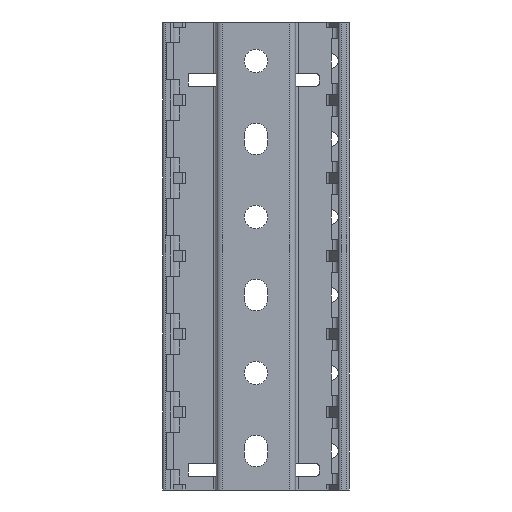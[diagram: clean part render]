
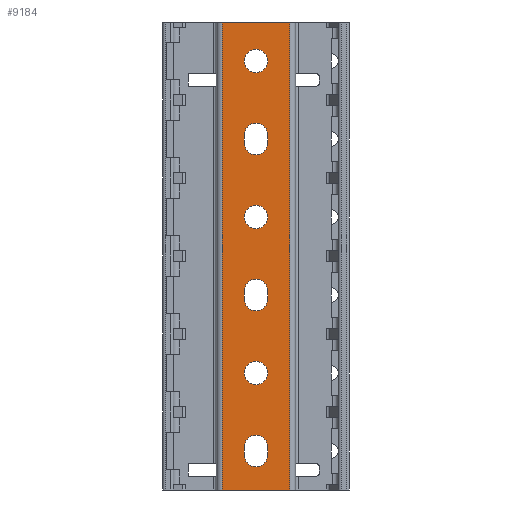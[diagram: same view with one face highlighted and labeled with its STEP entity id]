
A CAD part, front view. The second image highlights one B-rep face of the part: STEP entity #9184.
In plain terms, the highlighted planar face has unit normal (0, -1, 0).
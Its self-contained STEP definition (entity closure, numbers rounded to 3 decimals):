
#25=DIRECTION('',(1.,0.,0.));
#26=VECTOR('',#25,12.2);
#27=CARTESIAN_POINT('',(-6.1,0.,-140.));
#28=LINE('',#27,#26);
#677=DIRECTION('',(0.,0.,-1.));
#678=VECTOR('',#677,84.);
#679=CARTESIAN_POINT('',(-6.1,0.,-56.));
#680=LINE('',#679,#678);
#690=DIRECTION('',(1.,0.,0.));
#691=VECTOR('',#690,12.2);
#692=CARTESIAN_POINT('',(-6.1,0.,-56.));
#693=LINE('',#692,#691);
#694=CARTESIAN_POINT('',(0.,0.,-63.));
#695=DIRECTION('',(0.,-1.,0.));
#696=DIRECTION('',(-1.,0.,0.));
#697=AXIS2_PLACEMENT_3D('',#694,#695,#696);
#699=CARTESIAN_POINT('',(0.,0.,-63.));
#700=DIRECTION('',(0.,-1.,0.));
#701=DIRECTION('',(1.,0.,0.));
#702=AXIS2_PLACEMENT_3D('',#699,#700,#701);
#704=CARTESIAN_POINT('',(0.,0.,-91.));
#705=DIRECTION('',(0.,-1.,0.));
#706=DIRECTION('',(-1.,0.,0.));
#707=AXIS2_PLACEMENT_3D('',#704,#705,#706);
#709=CARTESIAN_POINT('',(0.,0.,-91.));
#710=DIRECTION('',(0.,-1.,0.));
#711=DIRECTION('',(1.,0.,0.));
#712=AXIS2_PLACEMENT_3D('',#709,#710,#711);
#714=CARTESIAN_POINT('',(0.,0.,-119.));
#715=DIRECTION('',(0.,-1.,0.));
#716=DIRECTION('',(-1.,0.,0.));
#717=AXIS2_PLACEMENT_3D('',#714,#715,#716);
#719=CARTESIAN_POINT('',(0.,0.,-119.));
#720=DIRECTION('',(0.,-1.,0.));
#721=DIRECTION('',(1.,0.,0.));
#722=AXIS2_PLACEMENT_3D('',#719,#720,#721);
#724=CARTESIAN_POINT('',(0.,0.,-77.75));
#725=DIRECTION('',(0.,1.,0.));
#726=DIRECTION('',(1.,0.,0.));
#727=AXIS2_PLACEMENT_3D('',#724,#725,#726);
#729=DIRECTION('',(0.,0.,-1.));
#730=VECTOR('',#729,1.5);
#731=CARTESIAN_POINT('',(2.1,0.,-76.25));
#732=LINE('',#731,#730);
#733=CARTESIAN_POINT('',(0.,0.,-76.25));
#734=DIRECTION('',(0.,1.,0.));
#735=DIRECTION('',(-1.,0.,0.));
#736=AXIS2_PLACEMENT_3D('',#733,#734,#735);
#738=DIRECTION('',(0.,0.,1.));
#739=VECTOR('',#738,1.5);
#740=CARTESIAN_POINT('',(-2.1,0.,-77.75));
#741=LINE('',#740,#739);
#742=CARTESIAN_POINT('',(0.,0.,-105.75));
#743=DIRECTION('',(0.,1.,0.));
#744=DIRECTION('',(1.,0.,0.));
#745=AXIS2_PLACEMENT_3D('',#742,#743,#744);
#747=DIRECTION('',(0.,0.,-1.));
#748=VECTOR('',#747,1.5);
#749=CARTESIAN_POINT('',(2.1,0.,-104.25));
#750=LINE('',#749,#748);
#751=CARTESIAN_POINT('',(0.,0.,-104.25));
#752=DIRECTION('',(0.,1.,0.));
#753=DIRECTION('',(-1.,0.,0.));
#754=AXIS2_PLACEMENT_3D('',#751,#752,#753);
#756=DIRECTION('',(0.,0.,1.));
#757=VECTOR('',#756,1.5);
#758=CARTESIAN_POINT('',(-2.1,0.,-105.75));
#759=LINE('',#758,#757);
#760=CARTESIAN_POINT('',(0.,0.,-133.75));
#761=DIRECTION('',(0.,1.,0.));
#762=DIRECTION('',(1.,0.,0.));
#763=AXIS2_PLACEMENT_3D('',#760,#761,#762);
#765=DIRECTION('',(0.,0.,-1.));
#766=VECTOR('',#765,1.5);
#767=CARTESIAN_POINT('',(2.1,0.,-132.25));
#768=LINE('',#767,#766);
#769=CARTESIAN_POINT('',(0.,0.,-132.25));
#770=DIRECTION('',(0.,1.,0.));
#771=DIRECTION('',(-1.,0.,0.));
#772=AXIS2_PLACEMENT_3D('',#769,#770,#771);
#774=DIRECTION('',(0.,0.,1.));
#775=VECTOR('',#774,1.5);
#776=CARTESIAN_POINT('',(-2.1,0.,-133.75));
#777=LINE('',#776,#775);
#792=DIRECTION('',(0.,0.,-1.));
#793=VECTOR('',#792,84.);
#794=CARTESIAN_POINT('',(6.1,0.,-56.));
#795=LINE('',#794,#793);
#6546=CARTESIAN_POINT('',(6.1,0.,-140.));
#6548=VERTEX_POINT('',#6546);
#6549=CARTESIAN_POINT('',(-6.1,0.,-140.));
#6551=VERTEX_POINT('',#6549);
#8164=CARTESIAN_POINT('',(-2.1,0.,-63.));
#8165=CARTESIAN_POINT('',(2.1,0.,-63.));
#8166=VERTEX_POINT('',#8164);
#8167=VERTEX_POINT('',#8165);
#8186=CARTESIAN_POINT('',(-2.1,0.,-91.));
#8187=CARTESIAN_POINT('',(2.1,0.,-91.));
#8188=VERTEX_POINT('',#8186);
#8189=VERTEX_POINT('',#8187);
#8208=CARTESIAN_POINT('',(-2.1,0.,-119.));
#8209=CARTESIAN_POINT('',(2.1,0.,-119.));
#8210=VERTEX_POINT('',#8208);
#8211=VERTEX_POINT('',#8209);
#8239=CARTESIAN_POINT('',(2.1,0.,-77.75));
#8241=VERTEX_POINT('',#8239);
#8243=CARTESIAN_POINT('',(-2.1,0.,-77.75));
#8245=VERTEX_POINT('',#8243);
#8247=CARTESIAN_POINT('',(-2.1,0.,-76.25));
#8249=VERTEX_POINT('',#8247);
#8251=CARTESIAN_POINT('',(2.1,0.,-76.25));
#8253=VERTEX_POINT('',#8251);
#8271=CARTESIAN_POINT('',(2.1,0.,-105.75));
#8273=VERTEX_POINT('',#8271);
#8275=CARTESIAN_POINT('',(-2.1,0.,-105.75));
#8277=VERTEX_POINT('',#8275);
#8279=CARTESIAN_POINT('',(-2.1,0.,-104.25));
#8281=VERTEX_POINT('',#8279);
#8283=CARTESIAN_POINT('',(2.1,0.,-104.25));
#8285=VERTEX_POINT('',#8283);
#8303=CARTESIAN_POINT('',(2.1,0.,-133.75));
#8305=VERTEX_POINT('',#8303);
#8307=CARTESIAN_POINT('',(-2.1,0.,-133.75));
#8309=VERTEX_POINT('',#8307);
#8311=CARTESIAN_POINT('',(-2.1,0.,-132.25));
#8313=VERTEX_POINT('',#8311);
#8315=CARTESIAN_POINT('',(2.1,0.,-132.25));
#8317=VERTEX_POINT('',#8315);
#8446=CARTESIAN_POINT('',(-6.1,0.,-56.));
#8447=CARTESIAN_POINT('',(6.1,0.,-56.));
#8448=VERTEX_POINT('',#8446);
#8449=VERTEX_POINT('',#8447);
#9124=CARTESIAN_POINT('',(-7.1,0.,-140.));
#9125=DIRECTION('',(0.,-1.,0.));
#9126=DIRECTION('',(1.,0.,0.));
#9127=AXIS2_PLACEMENT_3D('',#9124,#9125,#9126);
#9128=PLANE('',#9127);
#9129=ORIENTED_EDGE('',*,*,#8723,.T.);
#9131=ORIENTED_EDGE('',*,*,#9130,.T.);
#9132=ORIENTED_EDGE('',*,*,#8523,.F.);
#9133=ORIENTED_EDGE('',*,*,#9117,.F.);
#9134=EDGE_LOOP('',(#9129,#9131,#9132,#9133));
#9135=FACE_OUTER_BOUND('',#9134,.F.);
#9137=ORIENTED_EDGE('',*,*,#9136,.T.);
#9139=ORIENTED_EDGE('',*,*,#9138,.T.);
#9140=EDGE_LOOP('',(#9137,#9139));
#9141=FACE_BOUND('',#9140,.F.);
#9143=ORIENTED_EDGE('',*,*,#9142,.T.);
#9145=ORIENTED_EDGE('',*,*,#9144,.T.);
#9146=EDGE_LOOP('',(#9143,#9145));
#9147=FACE_BOUND('',#9146,.F.);
#9149=ORIENTED_EDGE('',*,*,#9148,.T.);
#9151=ORIENTED_EDGE('',*,*,#9150,.T.);
#9152=EDGE_LOOP('',(#9149,#9151));
#9153=FACE_BOUND('',#9152,.F.);
#9155=ORIENTED_EDGE('',*,*,#9154,.F.);
#9157=ORIENTED_EDGE('',*,*,#9156,.F.);
#9159=ORIENTED_EDGE('',*,*,#9158,.F.);
#9161=ORIENTED_EDGE('',*,*,#9160,.F.);
#9162=EDGE_LOOP('',(#9155,#9157,#9159,#9161));
#9163=FACE_BOUND('',#9162,.F.);
#9165=ORIENTED_EDGE('',*,*,#9164,.F.);
#9167=ORIENTED_EDGE('',*,*,#9166,.F.);
#9169=ORIENTED_EDGE('',*,*,#9168,.F.);
#9171=ORIENTED_EDGE('',*,*,#9170,.F.);
#9172=EDGE_LOOP('',(#9165,#9167,#9169,#9171));
#9173=FACE_BOUND('',#9172,.F.);
#9175=ORIENTED_EDGE('',*,*,#9174,.F.);
#9177=ORIENTED_EDGE('',*,*,#9176,.F.);
#9179=ORIENTED_EDGE('',*,*,#9178,.F.);
#9181=ORIENTED_EDGE('',*,*,#9180,.F.);
#9182=EDGE_LOOP('',(#9175,#9177,#9179,#9181));
#9183=FACE_BOUND('',#9182,.F.);
#9184=ADVANCED_FACE('',(#9135,#9141,#9147,#9153,#9163,#9173,#9183),#9128,.T.);
#698=CIRCLE('',#697,2.1);
#703=CIRCLE('',#702,2.1);
#708=CIRCLE('',#707,2.1);
#713=CIRCLE('',#712,2.1);
#718=CIRCLE('',#717,2.1);
#723=CIRCLE('',#722,2.1);
#728=CIRCLE('',#727,2.1);
#737=CIRCLE('',#736,2.1);
#746=CIRCLE('',#745,2.1);
#755=CIRCLE('',#754,2.1);
#764=CIRCLE('',#763,2.1);
#773=CIRCLE('',#772,2.1);
#8523=EDGE_CURVE('',#6551,#6548,#28,.T.);
#8723=EDGE_CURVE('',#8448,#8449,#693,.T.);
#9117=EDGE_CURVE('',#8448,#6551,#680,.T.);
#9130=EDGE_CURVE('',#8449,#6548,#795,.T.);
#9136=EDGE_CURVE('',#8166,#8167,#698,.T.);
#9138=EDGE_CURVE('',#8167,#8166,#703,.T.);
#9142=EDGE_CURVE('',#8188,#8189,#708,.T.);
#9144=EDGE_CURVE('',#8189,#8188,#713,.T.);
#9148=EDGE_CURVE('',#8210,#8211,#718,.T.);
#9150=EDGE_CURVE('',#8211,#8210,#723,.T.);
#9154=EDGE_CURVE('',#8241,#8245,#728,.T.);
#9156=EDGE_CURVE('',#8253,#8241,#732,.T.);
#9158=EDGE_CURVE('',#8249,#8253,#737,.T.);
#9160=EDGE_CURVE('',#8245,#8249,#741,.T.);
#9164=EDGE_CURVE('',#8273,#8277,#746,.T.);
#9166=EDGE_CURVE('',#8285,#8273,#750,.T.);
#9168=EDGE_CURVE('',#8281,#8285,#755,.T.);
#9170=EDGE_CURVE('',#8277,#8281,#759,.T.);
#9174=EDGE_CURVE('',#8305,#8309,#764,.T.);
#9176=EDGE_CURVE('',#8317,#8305,#768,.T.);
#9178=EDGE_CURVE('',#8313,#8317,#773,.T.);
#9180=EDGE_CURVE('',#8309,#8313,#777,.T.);
